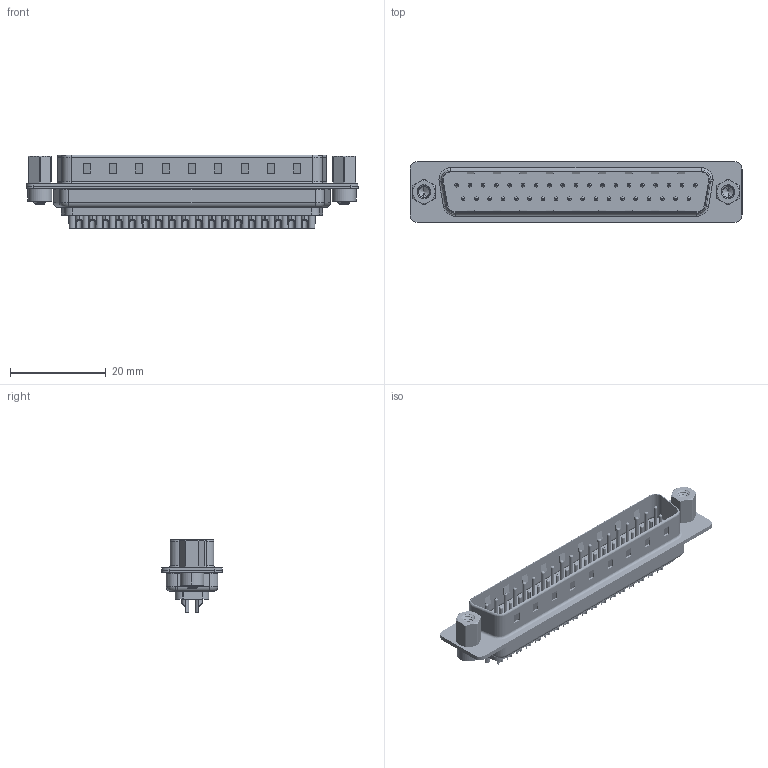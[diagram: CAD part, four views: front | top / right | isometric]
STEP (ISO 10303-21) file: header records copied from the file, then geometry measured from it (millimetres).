
FILE_DESCRIPTION (( 'STEP AP203' ), '1' );
FILE_NAME ('627-037-222-543.STEP', '2018-10-05T18:36:09', ( '' ), ( '' ), 'SwSTEP 2.0', 'SolidWorks 2016', '' );
FILE_SCHEMA (( 'CONFIG_CONTROL_DESIGN' ));
Length unit declared in the file: millimetre
Products named in the file (8): 627 Shell Rear_37 Contacts; 627 Contact Row 1_22L; 627 Contact Row 2_22L; 627 4-40 Threaded Rivet; 627 4-40 Hex Standoff; 627-037-222-543; 627 Housing_37 LP; 627 Shell Front_37 Contacts
Assembly tree (44 placements, depth 2):
  627-037-222-543
    627 Housing_37 LP
    627 Shell Front_37 Contacts
    627 Shell Rear_37 Contacts
    627 Contact Row 1_22L  x19
    627 Contact Row 2_22L  x18
    627 4-40 Threaded Rivet  x2
    627 4-40 Hex Standoff  x2
Bounding box: 69.3 x 12.6 x 15.35 mm (x, y, z)
Volume: 3928.7 mm3; surface area: 11246.3 mm2
Topology: 44 solids, 44 shells, 2906 faces, 7475 edges, 4742 vertices
Faces by surface type: cylinder 1286, torus 833, plane 743, cone 26, bspline 18
Entity records: 31783 total; most frequent: CARTESIAN_POINT 8899, DIRECTION 4660, ORIENTED_EDGE 4214, EDGE_CURVE 2107, AXIS2_PLACEMENT_3D 1829, VERTEX_POINT 1356, EDGE_LOOP 1059, VECTOR 1002
